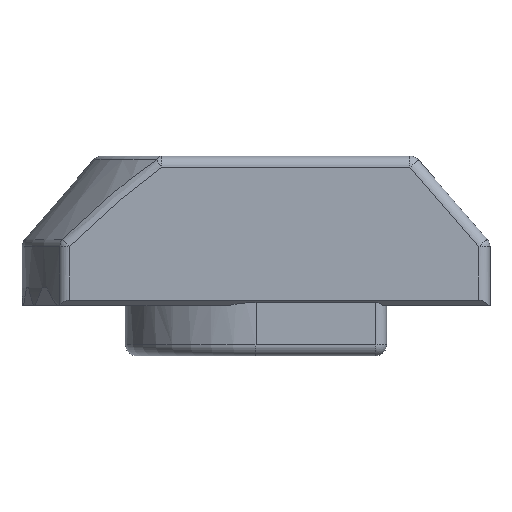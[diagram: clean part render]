
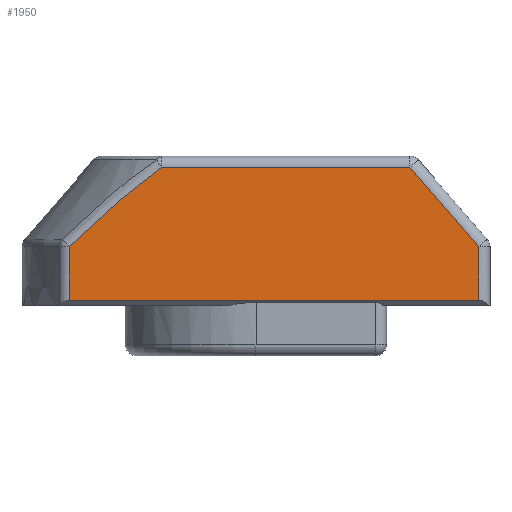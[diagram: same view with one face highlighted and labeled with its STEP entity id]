
A CAD part, front view. The second image highlights one B-rep face of the part: STEP entity #1950.
In plain terms, the highlighted planar face has unit normal (0, -1, 0).
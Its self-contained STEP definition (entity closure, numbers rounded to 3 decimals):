
#99=PLANE('',#2163);
#294=FACE_OUTER_BOUND('',#410,.T.);
#410=EDGE_LOOP('',(#1643,#1644,#1645,#1646,#1647,#1648));
#478=B_SPLINE_CURVE_WITH_KNOTS('',3,(#3948,#3949,#3950,#3951),
 .UNSPECIFIED.,.F.,.F.,(4,4),(-0.33,-0.062),
 .UNSPECIFIED.);
#557=LINE('',#4125,#700);
#565=LINE('',#4176,#708);
#568=LINE('',#4187,#711);
#583=LINE('',#4251,#726);
#584=LINE('',#4258,#727);
#700=VECTOR('',#2545,10.);
#708=VECTOR('',#2607,10.);
#711=VECTOR('',#2622,10.);
#726=VECTOR('',#2653,10.);
#727=VECTOR('',#2662,10.);
#814=VERTEX_POINT('',#3895);
#823=VERTEX_POINT('',#3946);
#877=VERTEX_POINT('',#4123);
#890=VERTEX_POINT('',#4166);
#893=VERTEX_POINT('',#4173);
#908=VERTEX_POINT('',#4250);
#1034=EDGE_CURVE('',#823,#814,#478,.T.);
#1121=EDGE_CURVE('',#877,#823,#557,.T.);
#1146=EDGE_CURVE('',#890,#893,#565,.T.);
#1152=EDGE_CURVE('',#814,#890,#568,.T.);
#1172=EDGE_CURVE('',#908,#893,#583,.T.);
#1176=EDGE_CURVE('',#877,#908,#584,.T.);
#1643=ORIENTED_EDGE('',*,*,#1146,.F.);
#1644=ORIENTED_EDGE('',*,*,#1152,.F.);
#1645=ORIENTED_EDGE('',*,*,#1034,.F.);
#1646=ORIENTED_EDGE('',*,*,#1121,.F.);
#1647=ORIENTED_EDGE('',*,*,#1176,.T.);
#1648=ORIENTED_EDGE('',*,*,#1172,.T.);
#1950=ADVANCED_FACE('',(#294),#99,.T.);
#2163=AXIS2_PLACEMENT_3D('',#4257,#2660,#2661);
#2545=DIRECTION('',(0.,0.,1.));
#2607=DIRECTION('',(0.656,0.,-0.755));
#2622=DIRECTION('',(1.,0.,0.));
#2653=DIRECTION('',(0.,0.,1.));
#2660=DIRECTION('center_axis',(0.,-1.,0.));
#2661=DIRECTION('ref_axis',(1.,0.,0.));
#2662=DIRECTION('',(1.,0.,0.));
#3895=CARTESIAN_POINT('',(-2.076,-2.925,3.05));
#3946=CARTESIAN_POINT('',(-4.105,-2.925,1.307));
#3948=CARTESIAN_POINT('Ctrl Pts',(-4.105,-2.925,1.307));
#3949=CARTESIAN_POINT('Ctrl Pts',(-3.463,-2.925,1.926));
#3950=CARTESIAN_POINT('Ctrl Pts',(-2.805,-2.925,2.535));
#3951=CARTESIAN_POINT('Ctrl Pts',(-2.076,-2.925,3.05));
#4123=CARTESIAN_POINT('',(-4.105,-2.925,0.125));
#4125=CARTESIAN_POINT('',(-4.105,-2.925,0.));
#4166=CARTESIAN_POINT('',(3.386,-2.925,3.05));
#4173=CARTESIAN_POINT('',(4.9,-2.925,1.307));
#4176=CARTESIAN_POINT('',(3.376,-2.925,3.062));
#4187=CARTESIAN_POINT('',(1.288,-2.925,3.05));
#4250=CARTESIAN_POINT('',(4.9,-2.925,0.125));
#4251=CARTESIAN_POINT('',(4.9,-2.925,0.));
#4257=CARTESIAN_POINT('Origin',(0.,-2.925,0.));
#4258=CARTESIAN_POINT('',(0.,-2.925,0.125));
